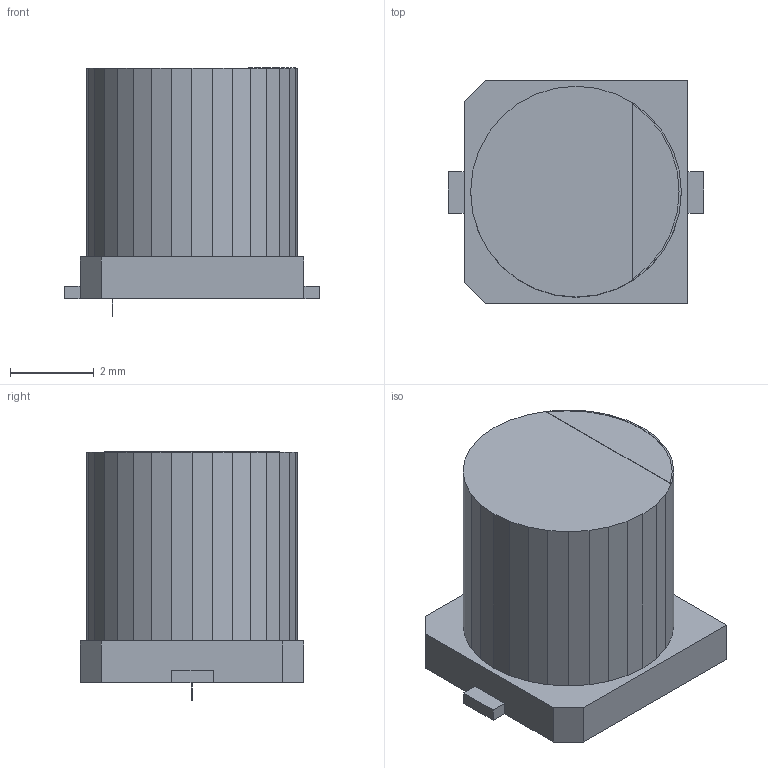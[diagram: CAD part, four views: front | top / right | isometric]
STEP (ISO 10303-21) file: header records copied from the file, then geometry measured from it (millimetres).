
FILE_DESCRIPTION(('FreeCAD Model'),'2;1');
FILE_NAME('SW3dPS-CAPSMD5x5_5_Board_sp.step', '2018-08-07T00:21:28',('kicad StepUp'),('ksu MCAD'), 'Open CASCADE STEP processor 6.8','FreeCAD','Unknown');
FILE_SCHEMA(('AUTOMOTIVE_DESIGN_CC2 { 1 2 10303 214 -1 1 5 4 }'));
Length unit declared in the file: millimetre
Products named in the file (2): ASSEMBLY; SW3dPS-CAPSMD5x5_5_Board_sp
Assembly tree (1 placements, depth 2):
  ASSEMBLY
    SW3dPS-CAPSMD5x5_5_Board_sp
Bounding box: 6.1 x 5.33 x 5.93 mm (x, y, z)
Volume: 117.1 mm3; surface area: 150.1 mm2
Topology: 1 solids, 1 shells, 76 faces, 253 edges, 182 vertices
Faces by surface type: plane 76
Entity records: 3322 total; most frequent: CARTESIAN_POINT 513, ORIENTED_EDGE 506, DIRECTION 409, EDGE_CURVE 253, LINE 253, VECTOR 253, VERTEX_POINT 182, FACE_BOUND 79
